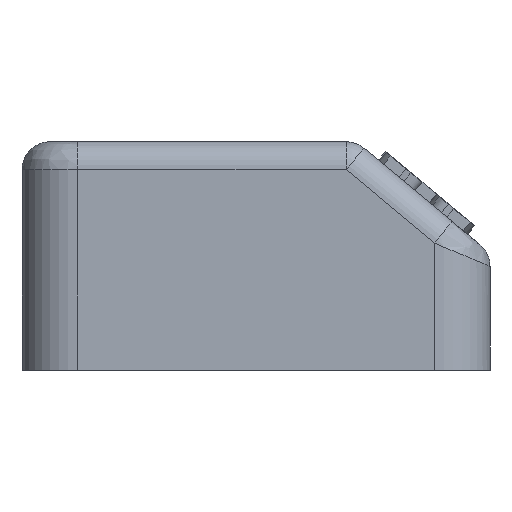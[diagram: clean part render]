
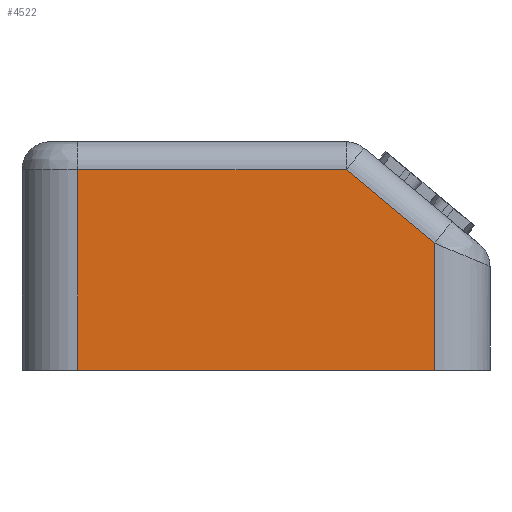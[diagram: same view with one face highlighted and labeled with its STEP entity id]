
A CAD part, front view. The second image highlights one B-rep face of the part: STEP entity #4522.
In plain terms, the highlighted planar face has unit normal (0, -1, 0).
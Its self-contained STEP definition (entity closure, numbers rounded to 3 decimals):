
#587=PLANE('',#4687);
#596=LINE('',#5340,#900);
#597=LINE('',#5371,#901);
#640=LINE('',#6149,#944);
#641=LINE('',#6153,#945);
#642=LINE('',#6165,#946);
#900=VECTOR('',#4722,10.);
#901=VECTOR('',#4747,10.);
#944=VECTOR('',#4816,10.);
#945=VECTOR('',#4821,10.);
#946=VECTOR('',#4838,10.);
#1477=FACE_OUTER_BOUND('',#1761,.T.);
#1761=EDGE_LOOP('',(#4259,#4260,#4261,#4262,#4263));
#1824=VERTEX_POINT('',#5337);
#1825=VERTEX_POINT('',#5339);
#1833=VERTEX_POINT('',#5365);
#1981=VERTEX_POINT('',#6145);
#1982=VERTEX_POINT('',#6151);
#2270=EDGE_CURVE('',#1824,#1825,#596,.T.);
#2282=EDGE_CURVE('',#1825,#1833,#597,.T.);
#2436=EDGE_CURVE('',#1981,#1824,#640,.T.);
#2438=EDGE_CURVE('',#1982,#1981,#641,.T.);
#2444=EDGE_CURVE('',#1833,#1982,#642,.T.);
#4259=ORIENTED_EDGE('',*,*,#2282,.F.);
#4260=ORIENTED_EDGE('',*,*,#2270,.F.);
#4261=ORIENTED_EDGE('',*,*,#2436,.F.);
#4262=ORIENTED_EDGE('',*,*,#2438,.F.);
#4263=ORIENTED_EDGE('',*,*,#2444,.F.);
#4522=ADVANCED_FACE('',(#1477),#587,.F.);
#4687=AXIS2_PLACEMENT_3D('',#9391,#5294,#5295);
#4722=DIRECTION('',(-1.,0.,0.));
#4747=DIRECTION('',(0.,0.,1.));
#4816=DIRECTION('',(0.,0.,-1.));
#4821=DIRECTION('',(0.768,0.,-0.64));
#4838=DIRECTION('',(1.,0.,0.));
#5294=DIRECTION('center_axis',(0.,1.,0.));
#5295=DIRECTION('ref_axis',(1.,0.,0.));
#5337=CARTESIAN_POINT('',(99.,0.,0.));
#5339=CARTESIAN_POINT('',(67.,0.,0.));
#5340=CARTESIAN_POINT('',(104.,0.,0.));
#5365=CARTESIAN_POINT('',(67.,0.,18.));
#5371=CARTESIAN_POINT('',(67.,0.,5.125));
#6145=CARTESIAN_POINT('',(99.,0.,11.412));
#6149=CARTESIAN_POINT('',(99.,0.,10.375));
#6151=CARTESIAN_POINT('',(91.095,0.,18.));
#6153=CARTESIAN_POINT('',(90.264,0.,18.692));
#6165=CARTESIAN_POINT('',(72.5,0.,18.));
#9391=CARTESIAN_POINT('Origin',(83.,0.,10.25));
